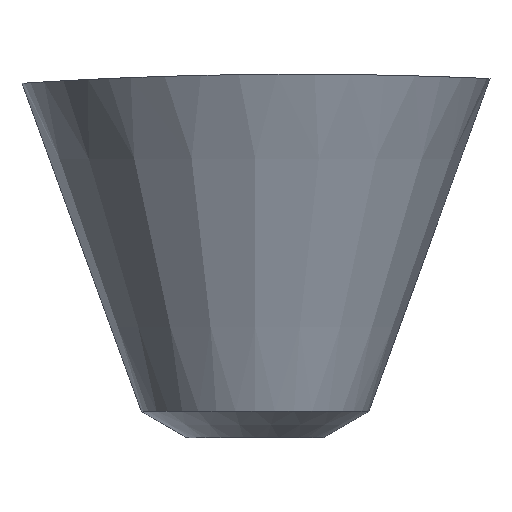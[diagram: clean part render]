
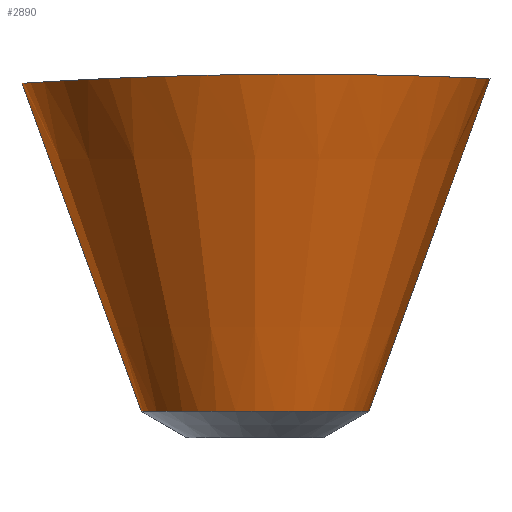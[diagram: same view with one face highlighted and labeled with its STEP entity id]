
A CAD part, front view. The second image highlights one B-rep face of the part: STEP entity #2890.
In plain terms, the highlighted conical face has half-angle 20 degrees and reference radius 1 mm.
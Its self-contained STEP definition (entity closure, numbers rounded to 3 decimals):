
#1250=CARTESIAN_POINT('',(-63.406,62.531,
-136.024));
#1260=CARTESIAN_POINT('',(-66.072,59.758,
-135.891));
#1270=CARTESIAN_POINT('',(-70.999,53.93,
-135.631));
#1280=CARTESIAN_POINT('',(-77.275,44.206,
-135.273));
#1290=CARTESIAN_POINT('',(-82.182,33.947,
-134.976));
#1300=CARTESIAN_POINT('',(-85.831,22.935,
-134.745));
#1310=CARTESIAN_POINT('',(-88.034,11.527,
-134.602));
#1320=CARTESIAN_POINT('',(-88.523,3.863,
-134.57));
#1330=CARTESIAN_POINT('',(-88.523,0.,
-134.57));
#1340=B_SPLINE_CURVE_WITH_KNOTS('',3,(#1250,#1260,#1270,#1280,#1290,
#1300,#1310,#1320,#1330),.UNSPECIFIED.,.F.,.F.,(4,1,1,1,1,1,4),(0.,
0.167,0.333,0.5,0.667,
0.833,1.),.UNSPECIFIED.);
#1350=CARTESIAN_POINT('',(-63.406,62.531,
-136.024));
#1360=VERTEX_POINT('',#1350);
#1370=CARTESIAN_POINT('',(-88.523,0.,
-134.57));
#1380=VERTEX_POINT('',#1370);
#1390=EDGE_CURVE('',#1360,#1380,#1340,.T.);
#1770=CARTESIAN_POINT('',(89.17,0.,
-136.347));
#1780=VERTEX_POINT('',#1770);
#1810=CARTESIAN_POINT('',(89.17,0.,
-136.347));
#1820=CARTESIAN_POINT('',(89.17,3.787,
-136.347));
#1830=CARTESIAN_POINT('',(88.697,11.286,
-136.368));
#1840=CARTESIAN_POINT('',(86.625,22.304,
-136.462));
#1850=CARTESIAN_POINT('',(83.159,33.1,
-136.612));
#1860=CARTESIAN_POINT('',(78.431,43.263,
-136.805));
#1870=CARTESIAN_POINT('',(72.437,52.831,
-137.03));
#1880=CARTESIAN_POINT('',(65.309,61.543,
-137.267));
#1890=CARTESIAN_POINT('',(57.228,69.23,
-137.497));
#1900=CARTESIAN_POINT('',(48.201,75.884,
-137.706));
#1910=CARTESIAN_POINT('',(38.448,81.323,
-137.873));
#1920=CARTESIAN_POINT('',(28.189,85.465,
-137.985));
#1930=CARTESIAN_POINT('',(17.463,88.299,
-138.03));
#1940=CARTESIAN_POINT('',(6.551,89.757,
-138.001));
#1950=CARTESIAN_POINT('',(-4.488,89.853,
-137.896));
#1960=CARTESIAN_POINT('',(-15.613,88.531,
-137.712));
#1970=CARTESIAN_POINT('',(-26.306,85.861,
-137.461));
#1980=CARTESIAN_POINT('',(-36.632,81.873,
-137.15));
#1990=CARTESIAN_POINT('',(-46.467,76.563,
-136.791));
#2000=CARTESIAN_POINT('',(-55.402,70.188,
-136.412));
#2010=CARTESIAN_POINT('',(-60.833,65.207,
-136.153));
#2020=CARTESIAN_POINT('',(-63.406,62.531,
-136.024));
#2030=B_SPLINE_CURVE_WITH_KNOTS('',3,(#1810,#1820,#1830,#1840,#1850,
#1860,#1870,#1880,#1890,#1900,#1910,#1920,#1930,#1940,#1950,#1960,#1970,
#1980,#1990,#2000,#2010,#2020),.UNSPECIFIED.,.F.,.F.,(4,1,1,1,1,1,1,1,1,
1,1,1,1,1,1,1,1,1,1,4),(0.,0.053,0.105,
0.158,0.211,0.263,0.316,
0.368,0.421,0.474,0.526,
0.579,0.632,0.684,0.737,
0.789,0.842,0.895,0.947,
1.),.UNSPECIFIED.);
#2040=EDGE_CURVE('',#1780,#1360,#2030,.T.);
#2570=CARTESIAN_POINT('',(0.,0.,
105.899));
#2580=DIRECTION('',(0.,0.,-1.));
#2590=DIRECTION('',(-1.,0.,0.));
#2600=AXIS2_PLACEMENT_3D('',#2570,#2580,#2590);
#2610=CONICAL_SURFACE('',#2600,1.,0.349);
#2620=ORIENTED_EDGE('',*,*,#2040,.T.);
#2630=CARTESIAN_POINT('',(1.,0.,
105.899));
#2640=DIRECTION('',(0.342,0.,
-0.94));
#2650=VECTOR('',#2640,2.924);
#2660=LINE('',#2630,#2650);
#2670=CARTESIAN_POINT('',(43.174,0.,
-9.973));
#2680=VERTEX_POINT('',#2670);
#2690=EDGE_CURVE('',#2680,#1780,#2660,.T.);
#2700=ORIENTED_EDGE('',*,*,#2690,.T.);
#2710=CARTESIAN_POINT('',(0.,0.,
-9.973));
#2720=DIRECTION('',(0.,0.,1.));
#2730=DIRECTION('',(1.,0.,0.));
#2740=AXIS2_PLACEMENT_3D('',#2710,#2720,#2730);
#2750=CIRCLE('',#2740,43.174);
#2760=CARTESIAN_POINT('',(-43.174,0.,
-9.973));
#2770=VERTEX_POINT('',#2760);
#2780=EDGE_CURVE('',#2680,#2770,#2750,.T.);
#2790=ORIENTED_EDGE('',*,*,#2780,.F.);
#2800=CARTESIAN_POINT('',(-1.,0.,
105.899));
#2810=DIRECTION('',(-0.342,0.,
-0.94));
#2820=VECTOR('',#2810,2.924);
#2830=LINE('',#2800,#2820);
#2840=EDGE_CURVE('',#2770,#1380,#2830,.T.);
#2850=ORIENTED_EDGE('',*,*,#2840,.F.);
#2860=ORIENTED_EDGE('',*,*,#1390,.T.);
#2870=EDGE_LOOP('',(#2860,#2850,#2790,#2700,#2620));
#2880=FACE_OUTER_BOUND('',#2870,.T.);
#2890=ADVANCED_FACE('',(#2880),#2610,.T.);
